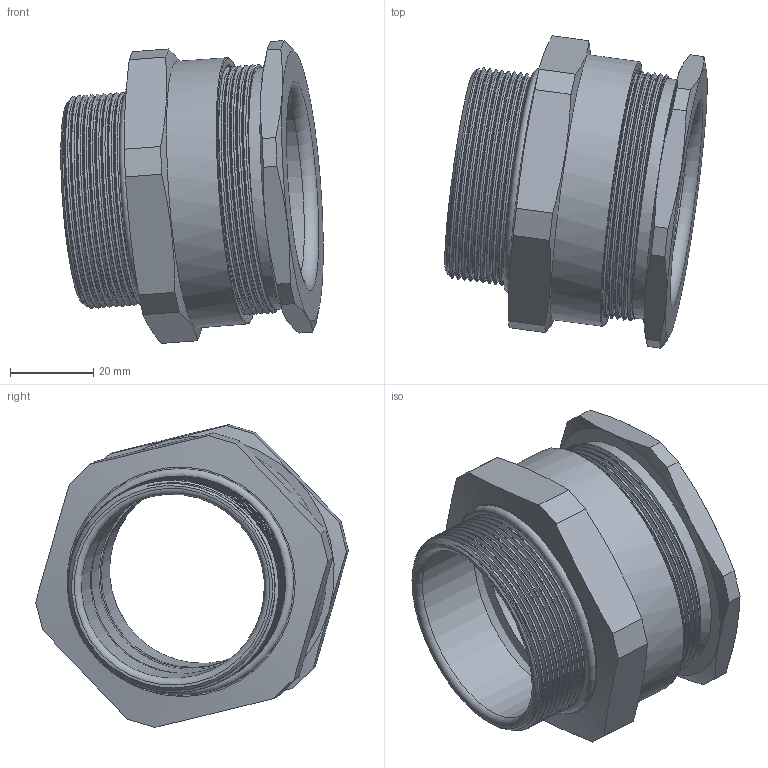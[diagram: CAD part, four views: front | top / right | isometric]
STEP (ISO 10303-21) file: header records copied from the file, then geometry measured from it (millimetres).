
FILE_DESCRIPTION(/* description */ ('A2LBF Metrisch Größe 50, M50x1,5','CAx-IF Rec.Pracs.---Representation and Presentation of Product Manufacturing Information (PMI)---3.8---2014-02-18'),/* implementation_level */ '2;1');
FILE_NAME(/* name */ '77051151-RST.stp',/* time_stamp */ '2023-12-04T08:59:56+01:00',/* author */ ('sl'),/* organization */ (''),/* preprocessor_version */ 'ST-DEVELOPER v16.5',/* originating_system */ 'Autodesk Inventor 2017',/* authorisation */ '');
FILE_SCHEMA (('AP242_MANAGED_MODEL_BASED_3D_ENGINEERING_MIM_LF { 1 0 10303 442 1 1 4 }'));
Length unit declared in the file: millimetre
Products named in the file (6): 77051151; 77051151_1; 77051151_2; 77051151_3; 77051151_4; 77051151_5
Assembly tree (5 placements, depth 2):
  77051151
    77051151_1
    77051151_2
    77051151_3
    77051151_4
    77051151_5
Bounding box: 62.9 x 74.92 x 72.58 mm (x, y, z)
Volume: 70839.9 mm3; surface area: 41454.5 mm2
Topology: 5 solids, 5 shells, 83 faces, 191 edges, 120 vertices
Faces by surface type: plane 38, cone 21, cylinder 14, bspline 6, torus 4
Full cylindrical faces by diameter (mm): 44.04 x1, 44.3 x1, 44.44 x1, 44.82 x1, 57.97 x1, 58.05 x1, 59.59 x1, 64.15 x1
Entity records: 7331 total; most frequent: CARTESIAN_POINT 5582, ORIENTED_EDGE 330, DIRECTION 311, EDGE_CURVE 165, AXIS2_PLACEMENT_3D 141, EDGE_LOOP 115, VERTEX_POINT 114, FACE_OUTER_BOUND 83
